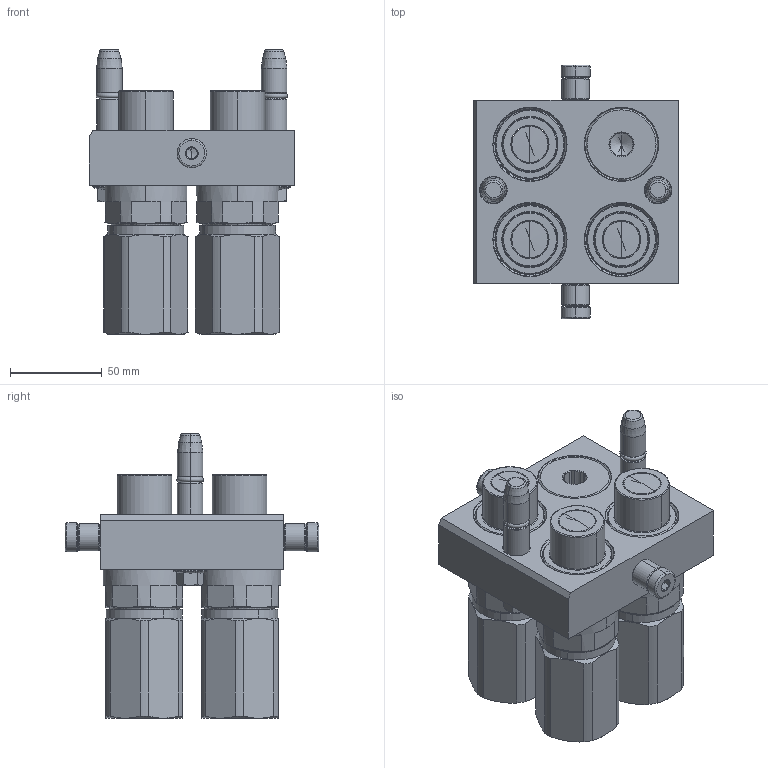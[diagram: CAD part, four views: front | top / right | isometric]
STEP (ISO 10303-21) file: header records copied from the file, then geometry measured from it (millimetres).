
FILE_DESCRIPTION (( 'STEP AP214' ), '1' );
FILE_NAME ('FASTER.step', '2022-12-20T08:43:45', ( '' ), ( '' ), 'SwSTEP 2.0', 'SolidWorks 2017', '' );
FILE_SCHEMA (( 'AUTOMOTIVE_DESIGN' ));
Length unit declared in the file: millimetre
Products named in the file (12): FASTER; 4830_021_0000_000; 4830_010_4000_000; et002; TAPPO_34; 3ffnp34_gas_m; 4830_028_1000_011; or2_62x9_19_m; P412_M_BASE; 1540_080_0008_000; 4830_013_3000_030
Assembly tree (18 placements, depth 3):
  FASTER
    P412_M_BASE
      4830_010_4000_000
      4830_021_0000_000  x2
      1540_080_0008_000  x2
      or2_62x9_19_m  x2
      4830_013_3000_030  x2
      4830_028_1000_011  x2
    3ffnp34_gas_m  x3
      3ffnp34_gas_m
    TAPPO_34
    et002
Bounding box: 112.3 x 138.6 x 155.35 mm (x, y, z)
Volume: 46024.5 mm3; surface area: 148115.7 mm2
Topology: 6 solids, 49 shells, 1525 faces, 4694 edges, 3161 vertices
Faces by surface type: plane 846, cone 269, cylinder 263, torus 94, bspline 53
Entity records: 39796 total; most frequent: CARTESIAN_POINT 11181, ORIENTED_EDGE 5213, DIRECTION 4855, EDGE_CURVE 2808, LINE 1873, VECTOR 1873, VERTEX_POINT 1865, AXIS2_PLACEMENT_3D 1491
